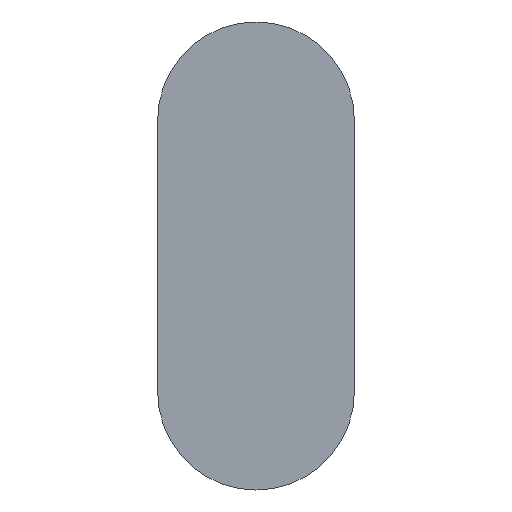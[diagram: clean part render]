
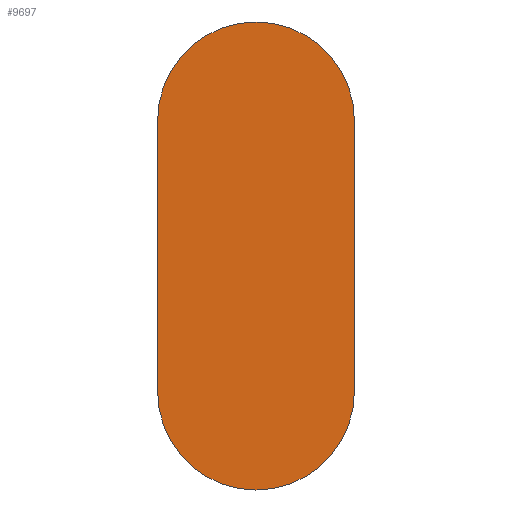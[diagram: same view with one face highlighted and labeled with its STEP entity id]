
A CAD part, front view. The second image highlights one B-rep face of the part: STEP entity #9697.
In plain terms, the highlighted planar face has unit normal (0, -1, 0).
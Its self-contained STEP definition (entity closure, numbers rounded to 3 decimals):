
#330 = CIRCLE ( 'NONE', #9373, 22.5 ) ;
#1275 = CIRCLE ( 'NONE', #7681, 22.5 ) ;
#1734 = ORIENTED_EDGE ( 'NONE', *, *, #3434, .F. ) ;
#1826 = DIRECTION ( 'NONE',  ( 0., 0., 1. ) ) ;
#2287 = CARTESIAN_POINT ( 'NONE',  ( 0., 0., -40.5 ) ) ;
#2393 = CARTESIAN_POINT ( 'NONE',  ( 22.5, 0., 21.5 ) ) ;
#2409 = DIRECTION ( 'NONE',  ( 0., 0., 1. ) ) ;
#2952 = CIRCLE ( 'NONE', #3516, 22.5 ) ;
#2954 = DIRECTION ( 'NONE',  ( 0., 0., 1. ) ) ;
#3364 = AXIS2_PLACEMENT_3D ( 'NONE', #10042, #9220, #2954 ) ;
#3425 = CARTESIAN_POINT ( 'NONE',  ( -22.5, 0., -40.5 ) ) ;
#3434 = EDGE_CURVE ( 'NONE', #10362, #5321, #7966, .T. ) ;
#3516 = AXIS2_PLACEMENT_3D ( 'NONE', #9439, #4059, #5848 ) ;
#3621 = ORIENTED_EDGE ( 'NONE', *, *, #7977, .T. ) ;
#3650 = EDGE_CURVE ( 'NONE', #10151, #10053, #1275, .T. ) ;
#3940 = VECTOR ( 'NONE', #1826, 1000. ) ;
#4025 = VECTOR ( 'NONE', #5485, 1000. ) ;
#4052 = FACE_OUTER_BOUND ( 'NONE', #11222, .T. ) ;
#4059 = DIRECTION ( 'NONE',  ( 0., -1., 0. ) ) ;
#4096 = DIRECTION ( 'NONE',  ( 0., -1., 0. ) ) ;
#4167 = DIRECTION ( 'NONE',  ( 0., 1., 0. ) ) ;
#4342 = EDGE_CURVE ( 'NONE', #4718, #5556, #6193, .T. ) ;
#4718 = VERTEX_POINT ( 'NONE', #5309 ) ;
#4754 = ORIENTED_EDGE ( 'NONE', *, *, #8458, .F. ) ;
#4776 = ORIENTED_EDGE ( 'NONE', *, *, #3650, .T. ) ;
#5309 = CARTESIAN_POINT ( 'NONE',  ( 22.5, 0., -40.5 ) ) ;
#5321 = VERTEX_POINT ( 'NONE', #7644 ) ;
#5485 = DIRECTION ( 'NONE',  ( 0., 0., -1. ) ) ;
#5556 = VERTEX_POINT ( 'NONE', #9991 ) ;
#5848 = DIRECTION ( 'NONE',  ( 0., 0., -1. ) ) ;
#5878 = DIRECTION ( 'NONE',  ( 0., 0., -1. ) ) ;
#5902 = ORIENTED_EDGE ( 'NONE', *, *, #11177, .F. ) ;
#6193 = CIRCLE ( 'NONE', #3364, 22.5 ) ;
#6531 = CARTESIAN_POINT ( 'NONE',  ( 0., 0., 44. ) ) ;
#7220 = CARTESIAN_POINT ( 'NONE',  ( -22.5, 0., -40.5 ) ) ;
#7419 = AXIS2_PLACEMENT_3D ( 'NONE', #10551, #11374, #2409 ) ;
#7644 = CARTESIAN_POINT ( 'NONE',  ( -22.5, 0., 21.5 ) ) ;
#7681 = AXIS2_PLACEMENT_3D ( 'NONE', #8577, #4096, #5878 ) ;
#7848 = LINE ( 'NONE', #11455, #4025 ) ;
#7966 = LINE ( 'NONE', #3425, #3940 ) ;
#7977 = EDGE_CURVE ( 'NONE', #10053, #5321, #2952, .T. ) ;
#8458 = EDGE_CURVE ( 'NONE', #5556, #10362, #330, .T. ) ;
#8577 = CARTESIAN_POINT ( 'NONE',  ( 0., 0., 21.5 ) ) ;
#8657 = DIRECTION ( 'NONE',  ( 0., 0., 1. ) ) ;
#9096 = ORIENTED_EDGE ( 'NONE', *, *, #4342, .F. ) ;
#9220 = DIRECTION ( 'NONE',  ( 0., 1., 0. ) ) ;
#9373 = AXIS2_PLACEMENT_3D ( 'NONE', #2287, #4167, #8657 ) ;
#9439 = CARTESIAN_POINT ( 'NONE',  ( 0., 0., 21.5 ) ) ;
#9697 = ADVANCED_FACE ( 'NONE', ( #4052 ), #10375, .F. ) ;
#9991 = CARTESIAN_POINT ( 'NONE',  ( 0., 0., -63. ) ) ;
#10042 = CARTESIAN_POINT ( 'NONE',  ( 0., 0., -40.5 ) ) ;
#10053 = VERTEX_POINT ( 'NONE', #6531 ) ;
#10151 = VERTEX_POINT ( 'NONE', #2393 ) ;
#10362 = VERTEX_POINT ( 'NONE', #7220 ) ;
#10375 = PLANE ( 'NONE',  #7419 ) ;
#10551 = CARTESIAN_POINT ( 'NONE',  ( 0., 0., -40.5 ) ) ;
#11177 = EDGE_CURVE ( 'NONE', #10151, #4718, #7848, .T. ) ;
#11222 = EDGE_LOOP ( 'NONE', ( #4776, #3621, #1734, #4754, #9096, #5902 ) ) ;
#11374 = DIRECTION ( 'NONE',  ( 0., 1., 0. ) ) ;
#11455 = CARTESIAN_POINT ( 'NONE',  ( 22.5, 0., 0. ) ) ;
